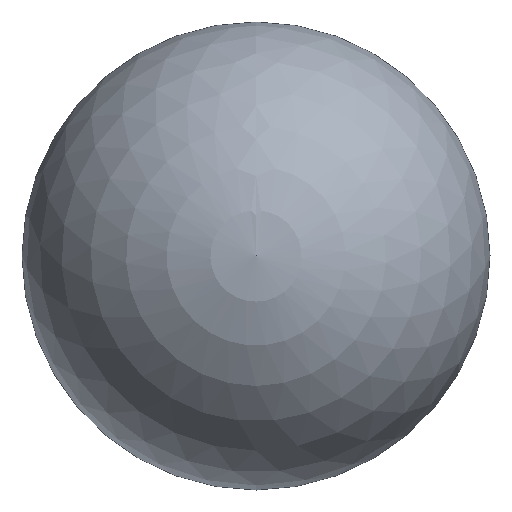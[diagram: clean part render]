
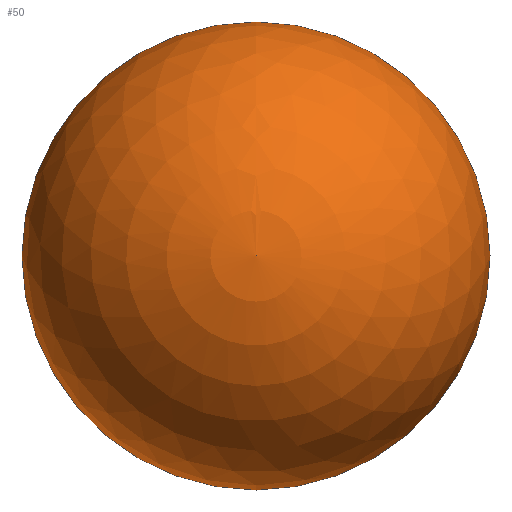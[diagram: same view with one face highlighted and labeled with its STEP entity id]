
A CAD part, front view. The second image highlights one B-rep face of the part: STEP entity #50.
In plain terms, the highlighted spherical face has radius 25 mm.
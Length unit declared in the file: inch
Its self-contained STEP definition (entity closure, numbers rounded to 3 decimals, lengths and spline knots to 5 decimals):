
#21=FACE_OUTER_BOUND('',#24,.T.);
#24=EDGE_LOOP('',(#40,#41,#42));
#28=CIRCLE('',#69,0.98425);
#29=CIRCLE('',#70,0.98425);
#32=VERTEX_POINT('',#99);
#33=VERTEX_POINT('',#101);
#36=EDGE_CURVE('',#32,#32,#28,.T.);
#37=EDGE_CURVE('',#32,#33,#29,.T.);
#40=ORIENTED_EDGE('',*,*,#36,.F.);
#41=ORIENTED_EDGE('',*,*,#37,.T.);
#42=ORIENTED_EDGE('',*,*,#37,.F.);
#48=SPHERICAL_SURFACE('',#68,0.98425);
#50=ADVANCED_FACE('',(#21),#48,.T.);
#68=AXIS2_PLACEMENT_3D('',#98,#80,#81);
#69=AXIS2_PLACEMENT_3D('',#100,#82,#83);
#70=AXIS2_PLACEMENT_3D('',#102,#84,#85);
#80=DIRECTION('center_axis',(0.,1.,0.));
#81=DIRECTION('ref_axis',(0.,0.,-1.));
#82=DIRECTION('center_axis',(0.,1.,0.));
#83=DIRECTION('ref_axis',(0.,0.,-1.));
#84=DIRECTION('center_axis',(1.,0.,0.));
#85=DIRECTION('ref_axis',(0.,0.,1.));
#98=CARTESIAN_POINT('Origin',(0.,0.,0.));
#99=CARTESIAN_POINT('',(0.,0.,0.98425));
#100=CARTESIAN_POINT('Origin',(0.,0.,0.));
#101=CARTESIAN_POINT('',(0.,-0.98425,0.));
#102=CARTESIAN_POINT('Origin',(0.,0.,0.));
